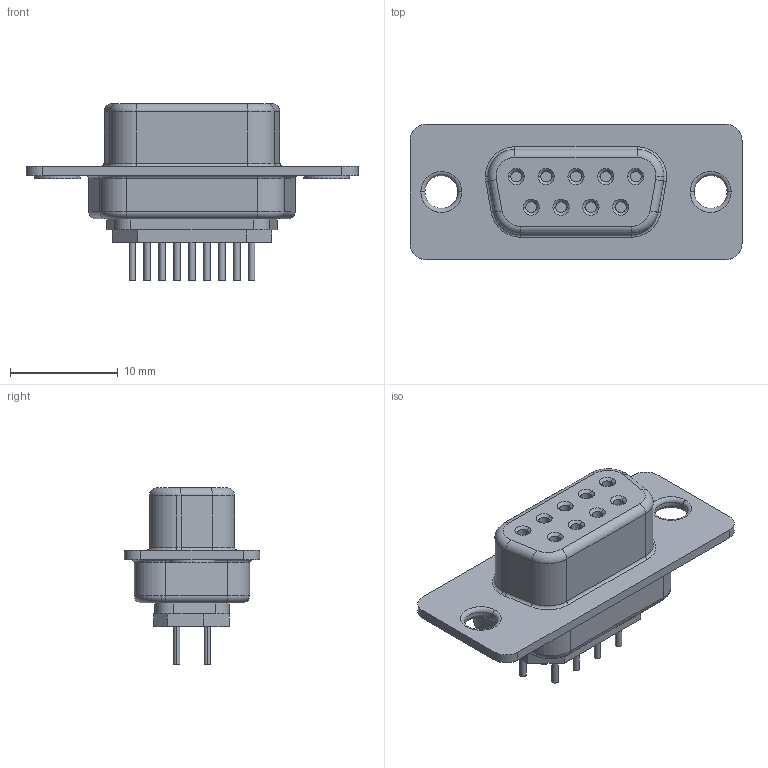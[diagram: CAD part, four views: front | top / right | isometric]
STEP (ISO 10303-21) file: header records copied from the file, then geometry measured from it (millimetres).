
FILE_DESCRIPTION (( 'STEP AP214' ), '1' );
FILE_NAME ('KF85X-ED-9S_rA2.STEP', '2013-03-22T18:57:43', ( 'Daniel' ), ( 'Microsoft' ), 'SwSTEP 2.0', 'SolidWorks 2012', '' );
FILE_SCHEMA (( 'AUTOMOTIVE_DESIGN' ));
Length unit declared in the file: millimetre
Products named in the file (1): KF85X-ED-9S_rA2
Bounding box: 30.81 x 12.55 x 16.4 mm (x, y, z)
Volume: 1960.6 mm3; surface area: 1605.8 mm2
Topology: 1 solids, 1 shells, 207 faces, 452 edges, 279 vertices
Faces by surface type: cylinder 97, plane 64, torus 28, cone 18
Entity records: 6715 total; most frequent: DIRECTION 1123, CARTESIAN_POINT 939, ORIENTED_EDGE 904, AXIS2_PLACEMENT_3D 463, EDGE_CURVE 452, VERTEX_POINT 279, CIRCLE 255, EDGE_LOOP 243
